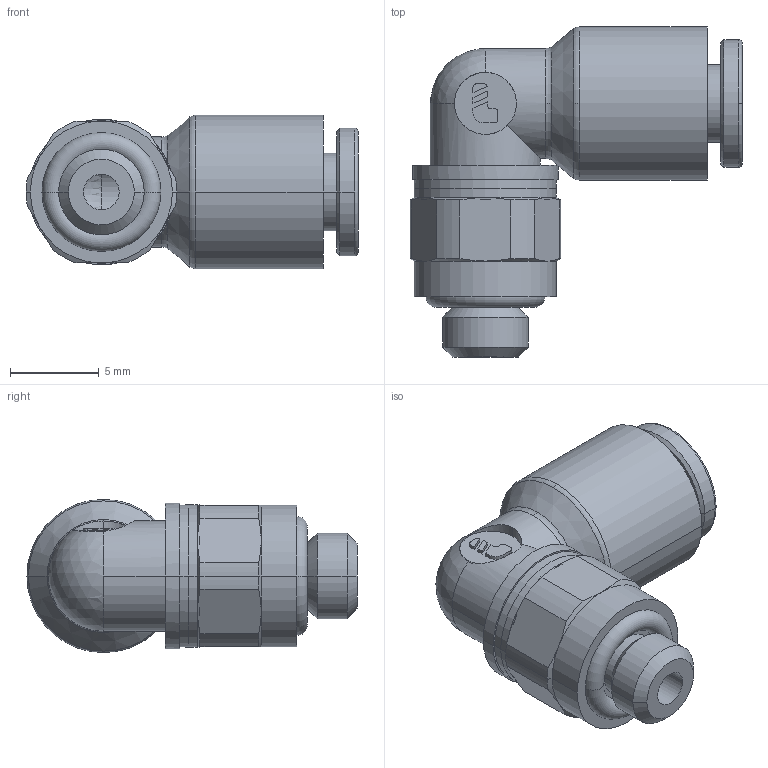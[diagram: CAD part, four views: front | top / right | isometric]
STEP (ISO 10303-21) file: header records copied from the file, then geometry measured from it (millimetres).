
FILE_DESCRIPTION(('STEP AP214'),'1');
FILE_NAME('3109_53_20.stp','2016-07-07T14:15:43',('TraceParts'),('TraceParts S.A.'),'Spatial InterOp 3D',' ',' ');
FILE_SCHEMA(('automotive_design'));
Length unit declared in the file: millimetre
Products named in the file (1): 1
Bounding box: 18.71 x 18.61 x 8.64 mm (x, y, z)
Volume: 1008.8 mm3; surface area: 1117.1 mm2
Topology: 1 solids, 1 shells, 120 faces, 306 edges, 193 vertices
Faces by surface type: cylinder 44, plane 38, cone 26, torus 10, sphere 2
Entity records: 3825 total; most frequent: CARTESIAN_POINT 870, DIRECTION 662, ORIENTED_EDGE 606, EDGE_CURVE 303, AXIS2_PLACEMENT_3D 271, VERTEX_POINT 193, CIRCLE 146, EDGE_LOOP 132
